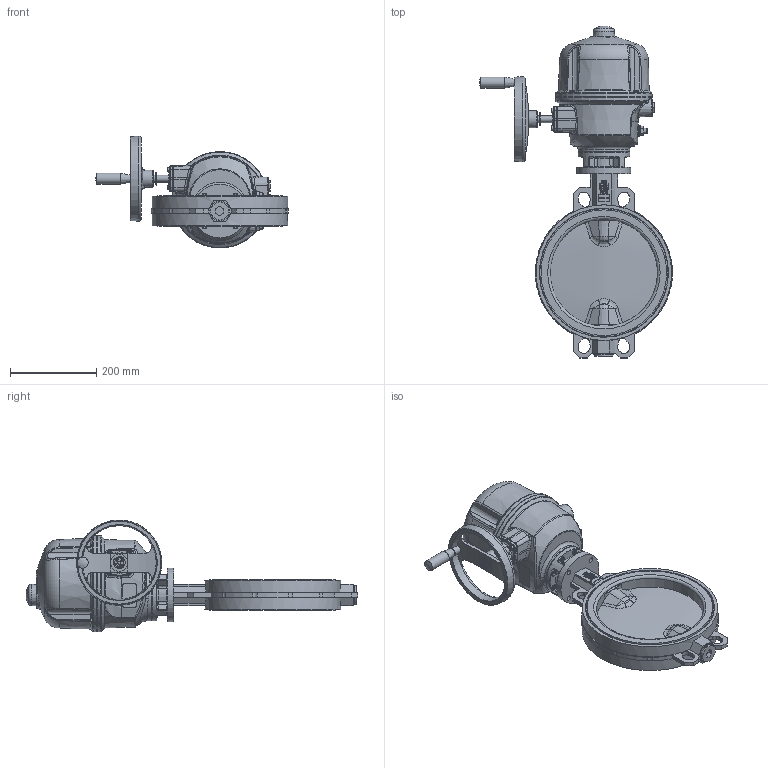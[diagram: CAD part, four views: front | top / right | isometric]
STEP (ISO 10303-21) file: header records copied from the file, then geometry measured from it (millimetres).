
FILE_DESCRIPTION(/* description */ (''),/* implementation_level */ '2;1');
FILE_NAME(/* name */ 'AT2313B250-AQ50.step',/* time_stamp */ '2025-07-11T14:56:42+02:00',/* author */ (''),/* organization */ (''),/* preprocessor_version */ 'ST-DEVELOPER v20.1',/* originating_system */ 'Autodesk Translation Framework v14.10.0.0',/* authorisation */ '');
FILE_SCHEMA (('AUTOMOTIVE_DESIGN { 1 0 10303 214 3 1 1 }'));
Length unit declared in the file: millimetre
Products named in the file (3): AT2313B250-AQ50; EVCS-i DN250 PN16 F10-L22; AT3941-AQ50
Assembly tree (2 placements, depth 2):
  AT2313B250-AQ50
    EVCS-i DN250 PN16 F10-L22
    AT3941-AQ50
Bounding box: 447.58 x 771.05 x 260.09 mm (x, y, z)
Volume: 3359454.4 mm3; surface area: 692609.1 mm2
Topology: 1 solids, 45 shells, 1257 faces, 3652 edges, 2418 vertices
Faces by surface type: plane 525, bspline 286, cylinder 223, torus 124, cone 88, sphere 11
Full cylindrical faces by diameter (mm): 6.8 x4, 8.5 x4, 10 x12, 11 x4, 12 x13, 16 x1, 20 x1, 21.5 x1, 23 x1, 25.5 x1, 28 x2, 40 x2, 42 x1, 44 x1, 46 x1, 55 x1, 58 x1, 70 x1, 125 x1, 249.1 x1, 292 x2, 300 x2, 315 x2
Entity records: 68233 total; most frequent: CARTESIAN_POINT 35631, ORIENTED_EDGE 6516, DIRECTION 6008, EDGE_CURVE 3632, VERTEX_POINT 2418, AXIS2_PLACEMENT_3D 2176, LINE 1656, VECTOR 1656
